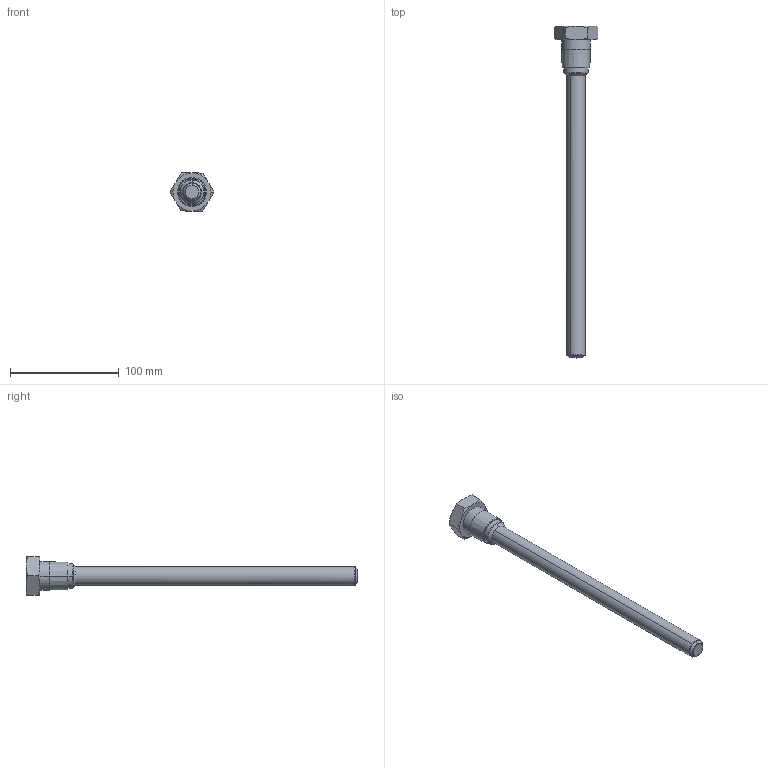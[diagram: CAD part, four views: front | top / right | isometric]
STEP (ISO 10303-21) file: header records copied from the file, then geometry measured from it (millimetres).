
FILE_DESCRIPTION (( 'STEP AP214' ), '1' );
FILE_NAME ('HCH-.75x12SEPSOCKET.STEP', '2022-10-26T14:35:00', ( '' ), ( '' ), 'SwSTEP 2.0', 'SolidWorks 2019', '' );
FILE_SCHEMA (( 'AUTOMOTIVE_DESIGN' ));
Length unit declared in the file: inch
Products named in the file (1): HCH-.75x12SEPSOCKET
Bounding box: 40.33 x 304.77 x 34.99 mm (x, y, z)
Volume: 85321.6 mm3; surface area: 20614.2 mm2
Topology: 1 solids, 1 shells, 51 faces, 120 edges, 76 vertices
Faces by surface type: cone 30, plane 13, cylinder 8
Entity records: 1734 total; most frequent: CARTESIAN_POINT 422, DIRECTION 248, ORIENTED_EDGE 240, EDGE_CURVE 120, AXIS2_PLACEMENT_3D 102, VERTEX_POINT 76, EDGE_LOOP 56, FACE_OUTER_BOUND 51
